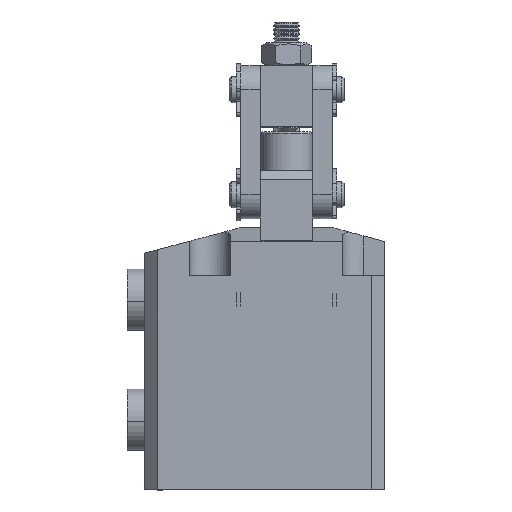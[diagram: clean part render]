
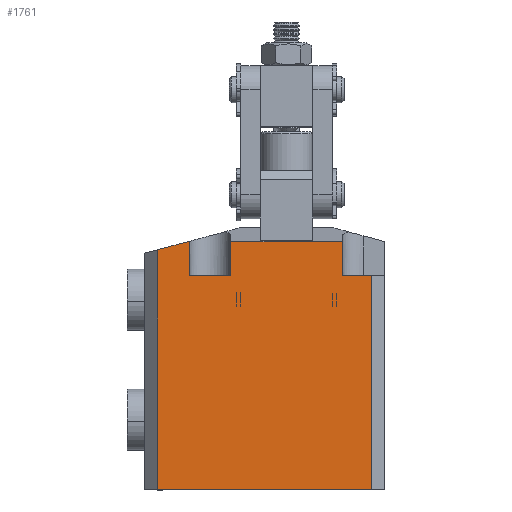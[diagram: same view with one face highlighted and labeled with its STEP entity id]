
A CAD part, top view. The second image highlights one B-rep face of the part: STEP entity #1761.
In plain terms, the highlighted planar face has unit normal (0, 0, 1).
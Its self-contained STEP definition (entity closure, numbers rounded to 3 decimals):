
#28 = EDGE_CURVE ( 'NONE', #880, #120, #9194, .T. ) ;
#69 = ORIENTED_EDGE ( 'NONE', *, *, #19715, .T. ) ;
#104 = CARTESIAN_POINT ( 'NONE',  ( 482.63, 64.989, 22.5 ) ) ;
#120 = VERTEX_POINT ( 'NONE', #17410 ) ;
#159 = VERTEX_POINT ( 'NONE', #4899 ) ;
#277 = DIRECTION ( 'NONE',  ( -1., 0., 0. ) ) ;
#880 = VERTEX_POINT ( 'NONE', #8911 ) ;
#892 = CARTESIAN_POINT ( 'NONE',  ( 433.63, 113.989, 22.5 ) ) ;
#1250 = CARTESIAN_POINT ( 'NONE',  ( 475.88, 121.774, 22.5 ) ) ;
#1491 = CARTESIAN_POINT ( 'NONE',  ( 450.38, 121.774, 22.5 ) ) ;
#1660 = EDGE_CURVE ( 'NONE', #19033, #14376, #18271, .T. ) ;
#1664 = ORIENTED_EDGE ( 'NONE', *, *, #4668, .F. ) ;
#1761 = ADVANCED_FACE ( 'NONE', ( #12542 ), #12561, .T. ) ;
#1763 = CARTESIAN_POINT ( 'NONE',  ( 475.88, 64.989, 22.5 ) ) ;
#1780 = CARTESIAN_POINT ( 'NONE',  ( 433.63, 64.989, 22.5 ) ) ;
#1803 = LINE ( 'NONE', #10229, #17681 ) ;
#1909 = VECTOR ( 'NONE', #5609, 1000. ) ;
#2218 = EDGE_CURVE ( 'NONE', #13981, #18561, #10838, .T. ) ;
#2487 = CARTESIAN_POINT ( 'NONE',  ( 433.63, 119.898, 22.5 ) ) ;
#2543 = DIRECTION ( 'NONE',  ( 0.966, 0.259, 0. ) ) ;
#2773 = CARTESIAN_POINT ( 'NONE',  ( 450.38, 64.989, 22.5 ) ) ;
#3237 = ORIENTED_EDGE ( 'NONE', *, *, #16786, .F. ) ;
#3392 = CARTESIAN_POINT ( 'NONE',  ( 482.63, 64.989, 22.5 ) ) ;
#3425 = EDGE_CURVE ( 'NONE', #12013, #14335, #10073, .T. ) ;
#3703 = CARTESIAN_POINT ( 'NONE',  ( 440.88, 113.989, 22.5 ) ) ;
#4052 = CARTESIAN_POINT ( 'NONE',  ( 430.63, 64.989, 22.5 ) ) ;
#4214 = CARTESIAN_POINT ( 'NONE',  ( 440.88, 113.989, 22.5 ) ) ;
#4668 = EDGE_CURVE ( 'NONE', #13981, #14376, #10750, .T. ) ;
#4679 = CARTESIAN_POINT ( 'NONE',  ( 450.38, 113.989, 22.5 ) ) ;
#4899 = CARTESIAN_POINT ( 'NONE',  ( 475.88, 113.989, 22.5 ) ) ;
#4925 = VERTEX_POINT ( 'NONE', #1250 ) ;
#5016 = VECTOR ( 'NONE', #18032, 1000. ) ;
#5151 = VECTOR ( 'NONE', #7557, 1000. ) ;
#5210 = AXIS2_PLACEMENT_3D ( 'NONE', #1780, #7946, #18692 ) ;
#5609 = DIRECTION ( 'NONE',  ( 0., -1., 0. ) ) ;
#5796 = VECTOR ( 'NONE', #17586, 1000. ) ;
#6713 = DIRECTION ( 'NONE',  ( 0., 1., 0. ) ) ;
#6782 = EDGE_CURVE ( 'NONE', #7707, #12013, #12398, .T. ) ;
#7072 = CARTESIAN_POINT ( 'NONE',  ( 433.63, 113.989, 22.5 ) ) ;
#7165 = ORIENTED_EDGE ( 'NONE', *, *, #16596, .T. ) ;
#7205 = ORIENTED_EDGE ( 'NONE', *, *, #3425, .T. ) ;
#7557 = DIRECTION ( 'NONE',  ( 0., -1., 0. ) ) ;
#7707 = VERTEX_POINT ( 'NONE', #1491 ) ;
#7852 = CARTESIAN_POINT ( 'NONE',  ( 440.629, 121.774, 22.5 ) ) ;
#7946 = DIRECTION ( 'NONE',  ( 0., 0., 1. ) ) ;
#8421 = LINE ( 'NONE', #1763, #15658 ) ;
#8497 = DIRECTION ( 'NONE',  ( -1., 0., 0. ) ) ;
#8518 = VECTOR ( 'NONE', #11640, 1000. ) ;
#8909 = CARTESIAN_POINT ( 'NONE',  ( 482.63, 113.989, 22.5 ) ) ;
#8911 = CARTESIAN_POINT ( 'NONE',  ( 440.88, 121.774, 22.5 ) ) ;
#9194 = LINE ( 'NONE', #7852, #18332 ) ;
#10073 = LINE ( 'NONE', #7072, #5016 ) ;
#10139 = LINE ( 'NONE', #3703, #5796 ) ;
#10220 = ORIENTED_EDGE ( 'NONE', *, *, #6782, .T. ) ;
#10229 = CARTESIAN_POINT ( 'NONE',  ( 452.63, 124.989, 22.5 ) ) ;
#10683 = LINE ( 'NONE', #892, #11891 ) ;
#10750 = LINE ( 'NONE', #4052, #18895 ) ;
#10803 = EDGE_CURVE ( 'NONE', #14335, #880, #10139, .T. ) ;
#10838 = LINE ( 'NONE', #104, #18980 ) ;
#11640 = DIRECTION ( 'NONE',  ( -1., 0., 0. ) ) ;
#11891 = VECTOR ( 'NONE', #17834, 1000. ) ;
#12013 = VERTEX_POINT ( 'NONE', #4679 ) ;
#12398 = LINE ( 'NONE', #2773, #5151 ) ;
#12542 = FACE_OUTER_BOUND ( 'NONE', #19404, .T. ) ;
#12561 = PLANE ( 'NONE',  #5210 ) ;
#13720 = ORIENTED_EDGE ( 'NONE', *, *, #10803, .T. ) ;
#13812 = DIRECTION ( 'NONE',  ( 0., 1., 0. ) ) ;
#13981 = VERTEX_POINT ( 'NONE', #3392 ) ;
#14335 = VERTEX_POINT ( 'NONE', #4214 ) ;
#14361 = ORIENTED_EDGE ( 'NONE', *, *, #1660, .T. ) ;
#14376 = VERTEX_POINT ( 'NONE', #18403 ) ;
#14788 = LINE ( 'NONE', #17627, #8518 ) ;
#15658 = VECTOR ( 'NONE', #6713, 1000. ) ;
#16198 = ORIENTED_EDGE ( 'NONE', *, *, #28, .T. ) ;
#16596 = EDGE_CURVE ( 'NONE', #4925, #7707, #14788, .T. ) ;
#16786 = EDGE_CURVE ( 'NONE', #19033, #120, #1803, .T. ) ;
#17410 = CARTESIAN_POINT ( 'NONE',  ( 440.63, 121.774, 22.5 ) ) ;
#17429 = EDGE_CURVE ( 'NONE', #18561, #159, #10683, .T. ) ;
#17586 = DIRECTION ( 'NONE',  ( 0., 1., 0. ) ) ;
#17627 = CARTESIAN_POINT ( 'NONE',  ( 448.819, 121.774, 22.5 ) ) ;
#17681 = VECTOR ( 'NONE', #2543, 1000. ) ;
#17834 = DIRECTION ( 'NONE',  ( -1., 0., 0. ) ) ;
#18032 = DIRECTION ( 'NONE',  ( -1., 0., 0. ) ) ;
#18271 = LINE ( 'NONE', #18630, #1909 ) ;
#18332 = VECTOR ( 'NONE', #277, 1000. ) ;
#18403 = CARTESIAN_POINT ( 'NONE',  ( 433.63, 64.989, 22.5 ) ) ;
#18561 = VERTEX_POINT ( 'NONE', #8909 ) ;
#18630 = CARTESIAN_POINT ( 'NONE',  ( 433.63, 64.989, 22.5 ) ) ;
#18692 = DIRECTION ( 'NONE',  ( 1., 0., 0. ) ) ;
#18895 = VECTOR ( 'NONE', #8497, 1000. ) ;
#18980 = VECTOR ( 'NONE', #13812, 1000. ) ;
#19033 = VERTEX_POINT ( 'NONE', #2487 ) ;
#19404 = EDGE_LOOP ( 'NONE', ( #10220, #7205, #13720, #16198, #3237, #14361, #1664, #19416, #19544, #69, #7165 ) ) ;
#19416 = ORIENTED_EDGE ( 'NONE', *, *, #2218, .T. ) ;
#19544 = ORIENTED_EDGE ( 'NONE', *, *, #17429, .T. ) ;
#19715 = EDGE_CURVE ( 'NONE', #159, #4925, #8421, .T. ) ;
